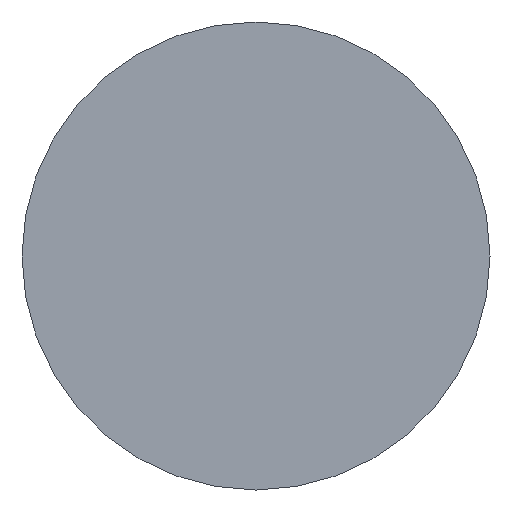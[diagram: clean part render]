
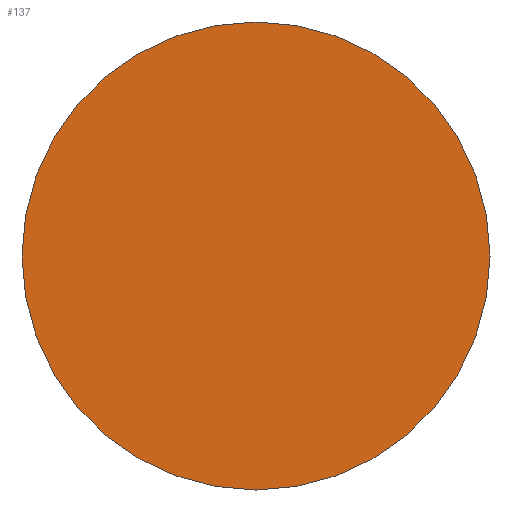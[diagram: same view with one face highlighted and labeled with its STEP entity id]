
A CAD part, front view. The second image highlights one B-rep face of the part: STEP entity #137.
In plain terms, the highlighted planar face has unit normal (0, -1, 0).
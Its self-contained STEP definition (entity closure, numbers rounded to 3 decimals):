
#137=ADVANCED_FACE('',(#316),#317,.T.);
#185=EDGE_CURVE('',#247,#237,#369,.T.);
#199=EDGE_CURVE('',#237,#247,#386,.T.);
#237=VERTEX_POINT('',#431);
#247=VERTEX_POINT('',#442);
#316=FACE_OUTER_BOUND('',#512,.T.);
#317=PLANE('',#513);
#369=CIRCLE('',#581,35.0);
#386=CIRCLE('',#601,35.0);
#431=CARTESIAN_POINT('',(-35.0,-40.0,0.));
#442=CARTESIAN_POINT('',(35.0,-40.0,0.));
#512=EDGE_LOOP('',(#731,#732));
#513=AXIS2_PLACEMENT_3D('',#733,#734,#735);
#581=AXIS2_PLACEMENT_3D('',#790,#791,#792);
#601=AXIS2_PLACEMENT_3D('',#821,#822,#823);
#731=ORIENTED_EDGE('',*,*,#185,.T.);
#732=ORIENTED_EDGE('',*,*,#199,.T.);
#733=CARTESIAN_POINT('',(0.0,-40.0,0.));
#734=DIRECTION('',(0.0,-1.0,0.));
#735=DIRECTION('',(1.0,0.0,0.0));
#790=CARTESIAN_POINT('',(0.0,-40.0,0.));
#791=DIRECTION('',(0.0,-1.0,0.));
#792=DIRECTION('',(1.0,0.0,0.0));
#821=CARTESIAN_POINT('',(0.0,-40.0,0.));
#822=DIRECTION('',(0.0,-1.0,0.));
#823=DIRECTION('',(1.0,0.0,0.0));
